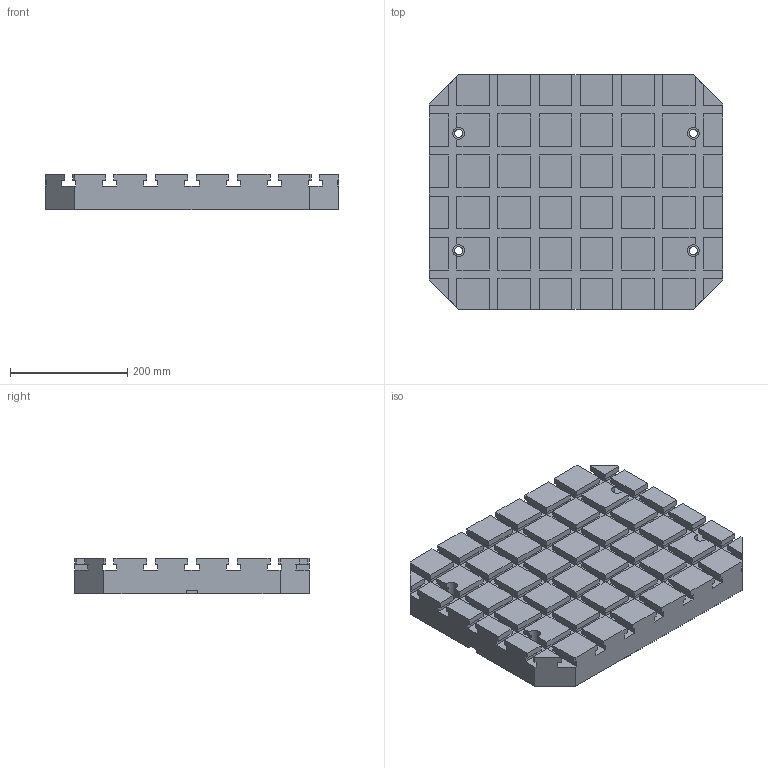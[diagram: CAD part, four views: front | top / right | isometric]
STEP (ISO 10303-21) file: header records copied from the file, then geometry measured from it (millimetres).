
FILE_DESCRIPTION(('STEP AP214'),'1');
FILE_NAME('halderv_eh_1203_300.stp','2014-06-18T11:45:17',('TraceParts'),('TraceParts S.A.'),'XStep 1.0',' ',' ');
FILE_SCHEMA(('automotive_design'));
Length unit declared in the file: millimetre
Products named in the file (1): 1
Bounding box: 500 x 400 x 60 mm (x, y, z)
Volume: 9873671 mm3; surface area: 728908.2 mm2
Topology: 1 solids, 1 shells, 484 faces, 1308 edges, 872 vertices
Faces by surface type: plane 464, cylinder 20
Entity records: 29732 total; most frequent: CARTESIAN_POINT 2665, STYLED_ITEM 2664, PRESENTATION_STYLE_ASSIGNMENT 2664, COLOUR_RGB 2664, ORIENTED_EDGE 2616, DIRECTION 2334, EDGE_CURVE 1308, CURVE_STYLE 1308
